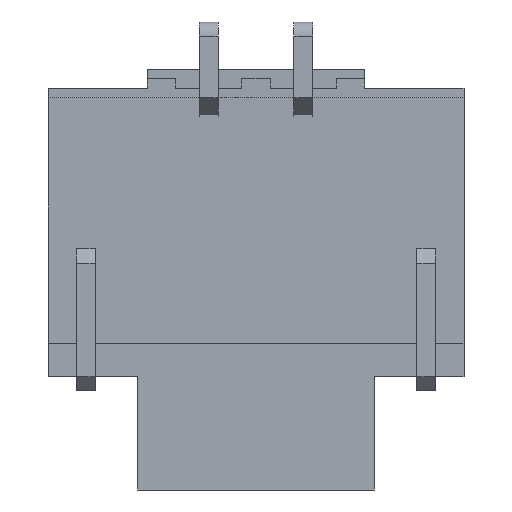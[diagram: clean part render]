
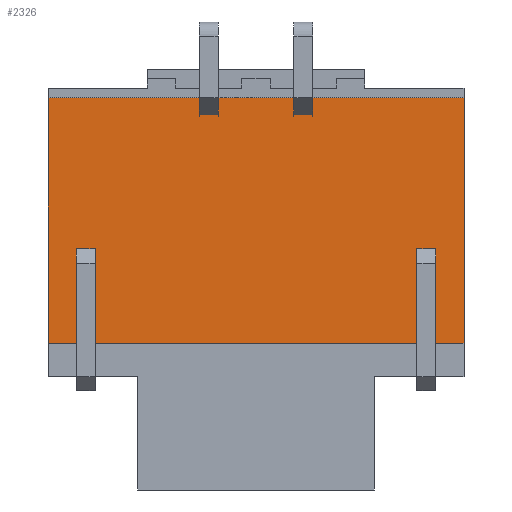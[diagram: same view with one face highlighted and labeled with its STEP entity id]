
A CAD part, front view. The second image highlights one B-rep face of the part: STEP entity #2326.
In plain terms, the highlighted planar face has unit normal (0, -1, 0).
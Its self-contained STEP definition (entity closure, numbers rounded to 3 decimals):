
#382=ORIENTED_EDGE('',*,*,#946,.F.);
#383=ORIENTED_EDGE('',*,*,#947,.T.);
#384=ORIENTED_EDGE('',*,*,#828,.F.);
#385=ORIENTED_EDGE('',*,*,#948,.F.);
#386=ORIENTED_EDGE('',*,*,#949,.F.);
#387=ORIENTED_EDGE('',*,*,#950,.T.);
#388=ORIENTED_EDGE('',*,*,#951,.F.);
#389=ORIENTED_EDGE('',*,*,#895,.F.);
#390=ORIENTED_EDGE('',*,*,#945,.T.);
#391=ORIENTED_EDGE('',*,*,#897,.T.);
#392=ORIENTED_EDGE('',*,*,#818,.F.);
#393=ORIENTED_EDGE('',*,*,#952,.F.);
#818=EDGE_CURVE('',#1126,#1127,#1369,.T.);
#828=EDGE_CURVE('',#1136,#1137,#1379,.T.);
#895=EDGE_CURVE('',#1195,#1196,#1442,.T.);
#897=EDGE_CURVE('',#1197,#1127,#1444,.T.);
#945=EDGE_CURVE('',#1195,#1197,#1492,.T.);
#946=EDGE_CURVE('',#1228,#1229,#1493,.T.);
#947=EDGE_CURVE('',#1228,#1137,#1494,.T.);
#948=EDGE_CURVE('',#1230,#1136,#1495,.T.);
#949=EDGE_CURVE('',#1231,#1230,#1496,.T.);
#950=EDGE_CURVE('',#1231,#1232,#1497,.T.);
#951=EDGE_CURVE('',#1196,#1232,#1498,.T.);
#952=EDGE_CURVE('',#1229,#1126,#1499,.T.);
#1126=VERTEX_POINT('',#3938);
#1127=VERTEX_POINT('',#3940);
#1136=VERTEX_POINT('',#3961);
#1137=VERTEX_POINT('',#3962);
#1195=VERTEX_POINT('',#4093);
#1196=VERTEX_POINT('',#4095);
#1197=VERTEX_POINT('',#4099);
#1228=VERTEX_POINT('',#4190);
#1229=VERTEX_POINT('',#4191);
#1230=VERTEX_POINT('',#4194);
#1231=VERTEX_POINT('',#4196);
#1232=VERTEX_POINT('',#4198);
#1369=LINE('',#3939,#1686);
#1379=LINE('',#3960,#1696);
#1442=LINE('',#4094,#1759);
#1444=LINE('',#4098,#1761);
#1492=LINE('',#4187,#1809);
#1493=LINE('',#4189,#1810);
#1494=LINE('',#4192,#1811);
#1495=LINE('',#4193,#1812);
#1496=LINE('',#4195,#1813);
#1497=LINE('',#4197,#1814);
#1498=LINE('',#4199,#1815);
#1499=LINE('',#4200,#1816);
#1686=VECTOR('',#3327,1000.);
#1696=VECTOR('',#3341,1000.);
#1759=VECTOR('',#3426,1000.);
#1761=VECTOR('',#3430,1000.);
#1809=VECTOR('',#3498,1000.);
#1810=VECTOR('',#3501,1000.);
#1811=VECTOR('',#3502,1000.);
#1812=VECTOR('',#3503,1000.);
#1813=VECTOR('',#3504,1000.);
#1814=VECTOR('',#3505,1000.);
#1815=VECTOR('',#3506,1000.);
#1816=VECTOR('',#3507,1000.);
#1981=EDGE_LOOP('',(#382,#383,#384,#385,#386,#387,#388,#389,#390,#391,#392,
#393));
#2100=FACE_BOUND('',#1981,.T.);
#2214=PLANE('',#3093);
#2326=ADVANCED_FACE('',(#2100),#2214,.F.);
#3093=AXIS2_PLACEMENT_3D('',#4188,#3499,#3500);
#3327=DIRECTION('',(-1.,0.,0.));
#3341=DIRECTION('',(-1.,0.,0.));
#3426=DIRECTION('',(0.,0.,-1.));
#3430=DIRECTION('',(0.,0.,-1.));
#3498=DIRECTION('',(-1.,0.,0.));
#3499=DIRECTION('',(0.,1.,0.));
#3500=DIRECTION('',(0.,0.,1.));
#3501=DIRECTION('',(-1.,0.,0.));
#3502=DIRECTION('',(0.,0.,-1.));
#3503=DIRECTION('',(0.,0.,-1.));
#3504=DIRECTION('',(-1.,0.,0.));
#3505=DIRECTION('',(0.,0.,-1.));
#3506=DIRECTION('',(-1.,0.,0.));
#3507=DIRECTION('',(0.,0.,-1.));
#3938=CARTESIAN_POINT('',(-1.9,0.,-0.675));
#3939=CARTESIAN_POINT('',(2.2,0.,-0.675));
#3940=CARTESIAN_POINT('',(-2.2,0.,-0.675));
#3960=CARTESIAN_POINT('',(2.2,0.,-0.675));
#3961=CARTESIAN_POINT('',(1.7,0.,-0.675));
#3962=CARTESIAN_POINT('',(-1.7,0.,-0.675));
#4093=CARTESIAN_POINT('',(2.2,0.,1.925));
#4094=CARTESIAN_POINT('',(2.2,0.,1.925));
#4095=CARTESIAN_POINT('',(2.2,0.,-0.675));
#4098=CARTESIAN_POINT('',(-2.2,0.,1.925));
#4099=CARTESIAN_POINT('',(-2.2,0.,1.925));
#4187=CARTESIAN_POINT('',(2.2,0.,1.925));
#4188=CARTESIAN_POINT('',(2.2,0.,1.925));
#4189=CARTESIAN_POINT('',(2.2,0.,0.325));
#4190=CARTESIAN_POINT('',(-1.7,0.,0.325));
#4191=CARTESIAN_POINT('',(-1.9,0.,0.325));
#4192=CARTESIAN_POINT('',(-1.7,0.,1.925));
#4193=CARTESIAN_POINT('',(1.7,0.,1.925));
#4194=CARTESIAN_POINT('',(1.7,0.,0.325));
#4195=CARTESIAN_POINT('',(2.2,0.,0.325));
#4196=CARTESIAN_POINT('',(1.9,0.,0.325));
#4197=CARTESIAN_POINT('',(1.9,0.,1.925));
#4198=CARTESIAN_POINT('',(1.9,0.,-0.675));
#4199=CARTESIAN_POINT('',(2.2,0.,-0.675));
#4200=CARTESIAN_POINT('',(-1.9,0.,1.925));
